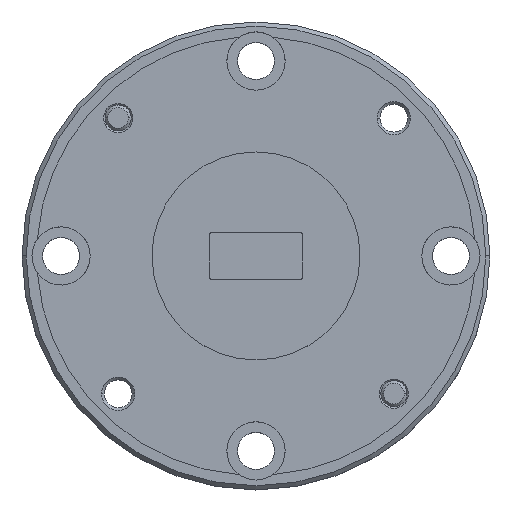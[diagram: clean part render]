
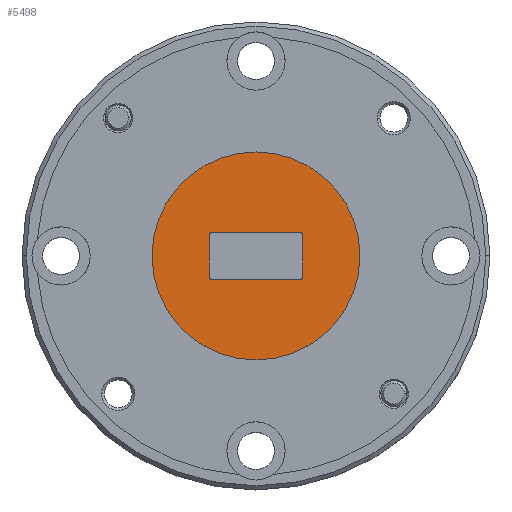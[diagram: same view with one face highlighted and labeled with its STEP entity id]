
A CAD part, top view. The second image highlights one B-rep face of the part: STEP entity #5498.
In plain terms, the highlighted planar face has unit normal (0, 0, 1).
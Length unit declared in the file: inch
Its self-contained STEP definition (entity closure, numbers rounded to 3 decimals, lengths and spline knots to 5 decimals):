
#148 = LINE ( 'NONE', #4999, #1568 ) ;
#264 = AXIS2_PLACEMENT_3D ( 'NONE', #2861, #5037, #1083 ) ;
#276 = DIRECTION ( 'NONE',  ( 0., 0., 1. ) ) ;
#306 = DIRECTION ( 'NONE',  ( 0., 0., -1. ) ) ;
#402 = ORIENTED_EDGE ( 'NONE', *, *, #4891, .F. ) ;
#410 = EDGE_CURVE ( 'NONE', #2026, #2618, #2308, .T. ) ;
#505 = VERTEX_POINT ( 'NONE', #5215 ) ;
#533 = CARTESIAN_POINT ( 'NONE',  ( -0.25, 0., 0. ) ) ;
#583 = VERTEX_POINT ( 'NONE', #533 ) ;
#600 = CARTESIAN_POINT ( 'NONE',  ( 0.107, -0.056, 0. ) ) ;
#645 = EDGE_LOOP ( 'NONE', ( #5165, #4570, #402, #831, #5112, #5006, #2312, #4800 ) ) ;
#724 = EDGE_CURVE ( 'NONE', #505, #2112, #1445, .T. ) ;
#727 = AXIS2_PLACEMENT_3D ( 'NONE', #1737, #4737, #3919 ) ;
#831 = ORIENTED_EDGE ( 'NONE', *, *, #2640, .T. ) ;
#832 = PLANE ( 'NONE',  #727 ) ;
#841 = VERTEX_POINT ( 'NONE', #4858 ) ;
#935 = CARTESIAN_POINT ( 'NONE',  ( -0.107, 0.056, 0. ) ) ;
#1028 = LINE ( 'NONE', #2786, #1701 ) ;
#1082 = ORIENTED_EDGE ( 'NONE', *, *, #3898, .T. ) ;
#1083 = DIRECTION ( 'NONE',  ( 1., 0., 0. ) ) ;
#1162 = DIRECTION ( 'NONE',  ( 1., 0., 0. ) ) ;
#1445 = CIRCLE ( 'NONE', #4674, 0.005 ) ;
#1517 = CIRCLE ( 'NONE', #4734, 0.25 ) ;
#1535 = DIRECTION ( 'NONE',  ( 1., 0., 0. ) ) ;
#1540 = DIRECTION ( 'NONE',  ( -1., 0., 0. ) ) ;
#1568 = VECTOR ( 'NONE', #1540, 39.37008 ) ;
#1623 = DIRECTION ( 'NONE',  ( 1., 0., 0. ) ) ;
#1701 = VECTOR ( 'NONE', #4118, 39.37008 ) ;
#1712 = FACE_BOUND ( 'NONE', #645, .T. ) ;
#1737 = CARTESIAN_POINT ( 'NONE',  ( 0., 0., 0. ) ) ;
#1794 = VERTEX_POINT ( 'NONE', #3798 ) ;
#2026 = VERTEX_POINT ( 'NONE', #4515 ) ;
#2112 = VERTEX_POINT ( 'NONE', #935 ) ;
#2121 = CIRCLE ( 'NONE', #264, 0.005 ) ;
#2280 = VECTOR ( 'NONE', #5433, 39.37008 ) ;
#2308 = CIRCLE ( 'NONE', #5540, 0.005 ) ;
#2312 = ORIENTED_EDGE ( 'NONE', *, *, #4134, .F. ) ;
#2328 = AXIS2_PLACEMENT_3D ( 'NONE', #3472, #3914, #3048 ) ;
#2404 = DIRECTION ( 'NONE',  ( 0., 0., -1. ) ) ;
#2566 = VERTEX_POINT ( 'NONE', #2743 ) ;
#2618 = VERTEX_POINT ( 'NONE', #4195 ) ;
#2640 = EDGE_CURVE ( 'NONE', #1794, #3592, #5349, .T. ) ;
#2743 = CARTESIAN_POINT ( 'NONE',  ( -0.107, -0.056, 0. ) ) ;
#2786 = CARTESIAN_POINT ( 'NONE',  ( -0.112, -0.056, 0. ) ) ;
#2861 = CARTESIAN_POINT ( 'NONE',  ( -0.107, -0.051, 0. ) ) ;
#3048 = DIRECTION ( 'NONE',  ( 1., 0., 0. ) ) ;
#3067 = VECTOR ( 'NONE', #1535, 39.37008 ) ;
#3353 = CARTESIAN_POINT ( 'NONE',  ( 0.107, -0.051, 0. ) ) ;
#3367 = LINE ( 'NONE', #5050, #3067 ) ;
#3466 = DIRECTION ( 'NONE',  ( 0., 0., -1. ) ) ;
#3472 = CARTESIAN_POINT ( 'NONE',  ( 0., 0., 0. ) ) ;
#3546 = VERTEX_POINT ( 'NONE', #4355 ) ;
#3592 = VERTEX_POINT ( 'NONE', #600 ) ;
#3683 = CARTESIAN_POINT ( 'NONE',  ( 0., 0., 0. ) ) ;
#3717 = DIRECTION ( 'NONE',  ( 1., 0., 0. ) ) ;
#3786 = CARTESIAN_POINT ( 'NONE',  ( 0.112, -0.056, 0. ) ) ;
#3798 = CARTESIAN_POINT ( 'NONE',  ( 0.112, -0.051, 0. ) ) ;
#3813 = EDGE_CURVE ( 'NONE', #2566, #3592, #3367, .T. ) ;
#3820 = EDGE_CURVE ( 'NONE', #583, #3546, #1517, .T. ) ;
#3898 = EDGE_CURVE ( 'NONE', #3546, #583, #4907, .T. ) ;
#3914 = DIRECTION ( 'NONE',  ( 0., 0., 1. ) ) ;
#3919 = DIRECTION ( 'NONE',  ( 1., 0., 0. ) ) ;
#3972 = AXIS2_PLACEMENT_3D ( 'NONE', #3353, #2404, #1162 ) ;
#4118 = DIRECTION ( 'NONE',  ( 0., -1., 0. ) ) ;
#4134 = EDGE_CURVE ( 'NONE', #505, #841, #1028, .T. ) ;
#4195 = CARTESIAN_POINT ( 'NONE',  ( 0.112, 0.051, 0. ) ) ;
#4227 = LINE ( 'NONE', #3786, #2280 ) ;
#4269 = CARTESIAN_POINT ( 'NONE',  ( 0.107, 0.051, 0. ) ) ;
#4342 = DIRECTION ( 'NONE',  ( 1., 0., 0. ) ) ;
#4355 = CARTESIAN_POINT ( 'NONE',  ( 0.25, 0., 0. ) ) ;
#4515 = CARTESIAN_POINT ( 'NONE',  ( 0.107, 0.056, 0. ) ) ;
#4570 = ORIENTED_EDGE ( 'NONE', *, *, #410, .T. ) ;
#4674 = AXIS2_PLACEMENT_3D ( 'NONE', #5617, #3466, #4342 ) ;
#4734 = AXIS2_PLACEMENT_3D ( 'NONE', #3683, #276, #1623 ) ;
#4737 = DIRECTION ( 'NONE',  ( 0., 0., 1. ) ) ;
#4790 = FACE_OUTER_BOUND ( 'NONE', #4941, .T. ) ;
#4800 = ORIENTED_EDGE ( 'NONE', *, *, #724, .T. ) ;
#4858 = CARTESIAN_POINT ( 'NONE',  ( -0.112, -0.051, 0. ) ) ;
#4891 = EDGE_CURVE ( 'NONE', #1794, #2618, #4227, .T. ) ;
#4907 = CIRCLE ( 'NONE', #2328, 0.25 ) ;
#4941 = EDGE_LOOP ( 'NONE', ( #1082, #5391 ) ) ;
#4999 = CARTESIAN_POINT ( 'NONE',  ( -0.112, 0.056, 0. ) ) ;
#5006 = ORIENTED_EDGE ( 'NONE', *, *, #5711, .T. ) ;
#5037 = DIRECTION ( 'NONE',  ( 0., 0., -1. ) ) ;
#5050 = CARTESIAN_POINT ( 'NONE',  ( -0.112, -0.056, 0. ) ) ;
#5112 = ORIENTED_EDGE ( 'NONE', *, *, #3813, .F. ) ;
#5165 = ORIENTED_EDGE ( 'NONE', *, *, #5446, .F. ) ;
#5215 = CARTESIAN_POINT ( 'NONE',  ( -0.112, 0.051, 0. ) ) ;
#5349 = CIRCLE ( 'NONE', #3972, 0.005 ) ;
#5391 = ORIENTED_EDGE ( 'NONE', *, *, #3820, .T. ) ;
#5433 = DIRECTION ( 'NONE',  ( 0., 1., 0. ) ) ;
#5446 = EDGE_CURVE ( 'NONE', #2026, #2112, #148, .T. ) ;
#5498 = ADVANCED_FACE ( 'NONE', ( #1712, #4790 ), #832, .T. ) ;
#5540 = AXIS2_PLACEMENT_3D ( 'NONE', #4269, #306, #3717 ) ;
#5617 = CARTESIAN_POINT ( 'NONE',  ( -0.107, 0.051, 0. ) ) ;
#5711 = EDGE_CURVE ( 'NONE', #2566, #841, #2121, .T. ) ;
